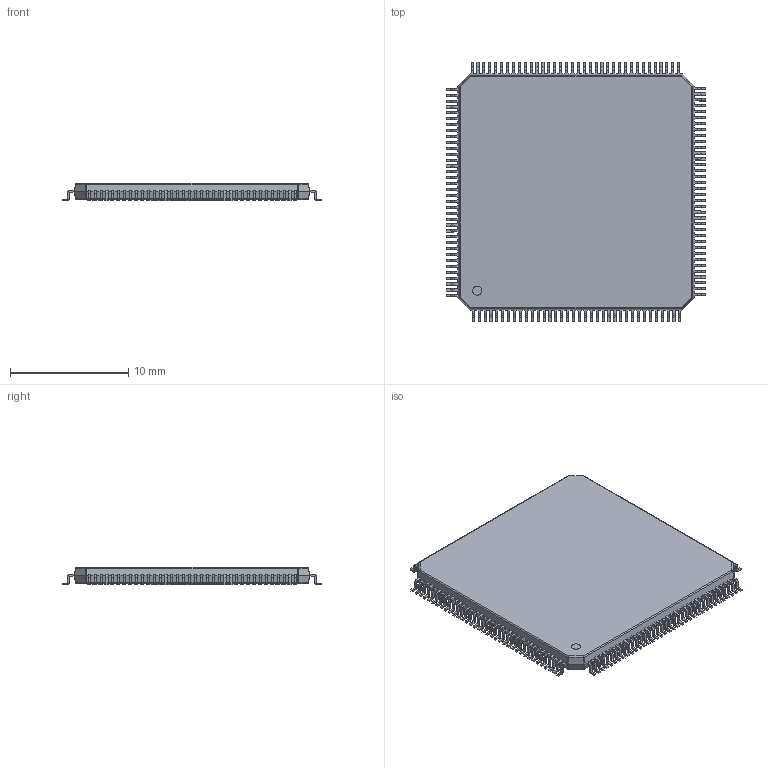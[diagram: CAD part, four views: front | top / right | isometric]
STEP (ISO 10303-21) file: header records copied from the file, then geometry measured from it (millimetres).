
FILE_DESCRIPTION (( 'STEP AP214' ), '1' );
FILE_NAME ('LQFP-144_L20.0-W20.0-P0.50-LS22.0-BL-EP6.7.STEP', '2021-12-05T08:09:32', ( '' ), ( '' ), 'SwSTEP 2.0', 'SolidWorks 2020', '' );
FILE_SCHEMA (( 'AUTOMOTIVE_DESIGN' ));
Length unit declared in the file: millimetre
Products named in the file (1): LQFP-144_L20.0-W20.0-P0.50-LS22.0-BL-EP6.7
Bounding box: 22 x 22 x 1.5 mm (x, y, z)
Volume: 559.5 mm3; surface area: 1035.4 mm2
Topology: 1 solids, 1 shells, 2053 faces, 6062 edges, 4020 vertices
Faces by surface type: plane 1413, cylinder 610, sphere 16, bspline 14
Entity records: 91445 total; most frequent: CARTESIAN_POINT 12958, ORIENTED_EDGE 12124, DIRECTION 11310, EDGE_CURVE 6062, VECTOR 4822, LINE 4822, VERTEX_POINT 4020, AXIS2_PLACEMENT_3D 3244
